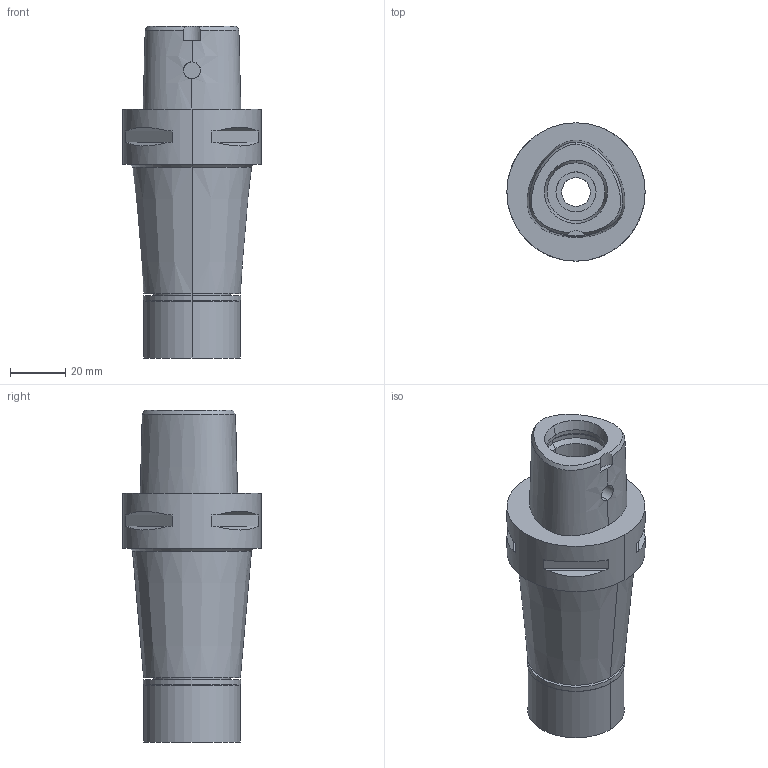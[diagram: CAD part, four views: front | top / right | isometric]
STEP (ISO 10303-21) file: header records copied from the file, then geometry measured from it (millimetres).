
FILE_DESCRIPTION (( 'STEP AP203' ), '1' );
FILE_NAME ('C5-MEGA10E-90.stp', '2019-07-03T18:21:16', ( '' ), ( '' ), 'SwSTEP 2.0', 'SolidWorks 2019', '' );
FILE_SCHEMA (( 'CONFIG_CONTROL_DESIGN' ));
Length unit declared in the file: millimetre
Products named in the file (7): MEN10_1.stp; C5-MEGA10E-90_1.stp; C5-MEGA10E-90-100_ASM.stp; C5-MEGA10E-90-100.stp; C5-MEGA10E-90; C5-MEGA10E-90-100-FreeParts; DXF_TEMP_ASSY_ASM_4_ASM.stp
Assembly tree (5 placements, depth 5):
  C5-MEGA10E-90
    C5-MEGA10E-90-100.stp
      C5-MEGA10E-90-100_ASM.stp
        DXF_TEMP_ASSY_ASM_4_ASM.stp
          C5-MEGA10E-90_1.stp
          MEN10_1.stp
  C5-MEGA10E-90-100-FreeParts
Bounding box: 50 x 50 x 120 mm (x, y, z)
Volume: 122112.8 mm3; surface area: 28017.6 mm2
Topology: 2 solids, 2 shells, 97 faces, 210 edges, 129 vertices
Faces by surface type: cylinder 37, plane 36, cone 18, bspline 4, torus 2
Entity records: 4856 total; most frequent: CARTESIAN_POINT 1999, DIRECTION 491, ORIENTED_EDGE 420, EDGE_CURVE 210, AXIS2_PLACEMENT_3D 204, VERTEX_POINT 129, EDGE_LOOP 115, CIRCLE 100
